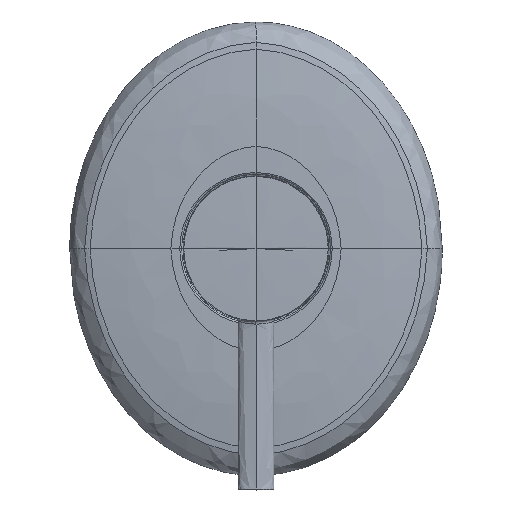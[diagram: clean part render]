
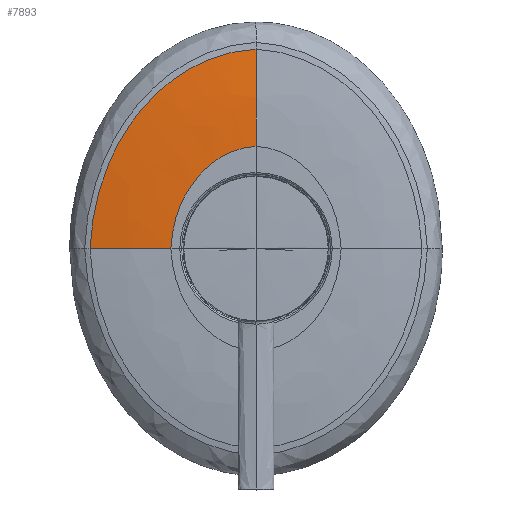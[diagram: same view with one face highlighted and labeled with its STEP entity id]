
A CAD part, top view. The second image highlights one B-rep face of the part: STEP entity #7893.
In plain terms, the highlighted free-form (B-spline) face has degree [3, 3] with [7, 4] control points.
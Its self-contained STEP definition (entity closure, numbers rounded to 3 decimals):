
#6117=CARTESIAN_POINT('',(0.,61.597,-4.266));
#6118=CARTESIAN_POINT('',(0.,51.666,-2.758));
#6119=CARTESIAN_POINT('',(0.,41.621,-2.));
#6120=CARTESIAN_POINT('',(0.,31.577,-2.));
#6122=CARTESIAN_POINT('',(0.,31.577,-2.));
#6123=CARTESIAN_POINT('',(-3.35,31.421,
-2.011));
#6124=CARTESIAN_POINT('',(-10.048,29.562,
-2.032));
#6125=CARTESIAN_POINT('',(-18.638,22.487,
-2.065));
#6126=CARTESIAN_POINT('',(-24.533,12.131,
-2.097));
#6127=CARTESIAN_POINT('',(-26.115,4.044,
-2.119));
#6128=CARTESIAN_POINT('',(-26.271,0.,-2.129));
#6130=CARTESIAN_POINT('',(-51.205,0.,-4.597));
#6131=CARTESIAN_POINT('',(-42.956,0.,-3.255));
#6132=CARTESIAN_POINT('',(-34.623,0.,-2.43));
#6133=CARTESIAN_POINT('',(-26.271,0.,-2.129));
#6333=CARTESIAN_POINT('',(0.,61.597,-4.266));
#6335=CARTESIAN_POINT('',(0.,61.597,-4.266));
#6336=CARTESIAN_POINT('',(-6.535,61.301,
-4.293));
#6337=CARTESIAN_POINT('',(-19.603,57.687,
-4.349));
#6338=CARTESIAN_POINT('',(-36.356,43.889,
-4.432));
#6339=CARTESIAN_POINT('',(-47.842,23.679,
-4.515));
#6340=CARTESIAN_POINT('',(-50.911,7.894,
-4.57));
#6341=CARTESIAN_POINT('',(-51.205,0.,-4.597));
#6346=CARTESIAN_POINT('',(-51.205,0.,-4.597));
#7244=VERTEX_POINT('',#6333);
#7245=VERTEX_POINT('',#6120);
#7247=VERTEX_POINT('',#6346);
#7248=VERTEX_POINT('',#6133);
#7855=CARTESIAN_POINT('',(0.881,61.924,
-4.308));
#7856=CARTESIAN_POINT('',(0.737,51.794,
-2.753));
#7857=CARTESIAN_POINT('',(0.591,41.542,
-1.98));
#7858=CARTESIAN_POINT('',(0.445,31.291,
-1.999));
#7859=CARTESIAN_POINT('',(-5.978,61.757,
-4.336));
#7860=CARTESIAN_POINT('',(-4.997,51.645,
-2.796));
#7861=CARTESIAN_POINT('',(-4.01,41.423,
-2.018));
#7862=CARTESIAN_POINT('',(-3.021,31.201,
-2.009));
#7863=CARTESIAN_POINT('',(-19.446,58.173,
-4.392));
#7864=CARTESIAN_POINT('',(-16.255,48.636,
-2.881));
#7865=CARTESIAN_POINT('',(-13.043,39.01,
-2.091));
#7866=CARTESIAN_POINT('',(-9.825,29.384,
-2.03));
#7867=CARTESIAN_POINT('',(-36.532,44.102,
-4.474));
#7868=CARTESIAN_POINT('',(-30.54,36.865,
-3.008));
#7869=CARTESIAN_POINT('',(-24.505,29.568,
-2.201));
#7870=CARTESIAN_POINT('',(-18.46,22.272,
-2.06));
#7871=CARTESIAN_POINT('',(-48.215,23.543,
-4.557));
#7872=CARTESIAN_POINT('',(-40.316,19.678,
-3.134));
#7873=CARTESIAN_POINT('',(-32.35,15.783,
-2.31));
#7874=CARTESIAN_POINT('',(-24.37,11.889,
-2.091));
#7875=CARTESIAN_POINT('',(-51.27,7.344,
-4.613));
#7876=CARTESIAN_POINT('',(-42.881,6.139,
-3.219));
#7877=CARTESIAN_POINT('',(-34.411,4.924,
-2.383));
#7878=CARTESIAN_POINT('',(-25.923,3.709,
-2.111));
#7879=CARTESIAN_POINT('',(-51.479,-0.881,
-4.641));
#7880=CARTESIAN_POINT('',(-43.064,-0.736,
-3.262));
#7881=CARTESIAN_POINT('',(-34.559,-0.591,
-2.42));
#7882=CARTESIAN_POINT('',(-26.035,-0.445,
-2.122));
#7883=B_SPLINE_SURFACE_WITH_KNOTS('',3,3,((#7855,#7856,#7857,#7858),(#7859,
#7860,#7861,#7862),(#7863,#7864,#7865,#7866),(#7867,#7868,#7869,#7870),(#7871,
#7872,#7873,#7874),(#7875,#7876,#7877,#7878),(#7879,#7880,#7881,#7882)),
.UNSPECIFIED.,.F.,.F.,.F.,(4,1,1,1,4),(4,4),(-0.011,0.25,0.5,
0.75,1.009),(0.167,0.58),.UNSPECIFIED.);
#7885=ORIENTED_EDGE('',*,*,#7884,.F.);
#7887=ORIENTED_EDGE('',*,*,#7886,.F.);
#7889=ORIENTED_EDGE('',*,*,#7888,.T.);
#7890=ORIENTED_EDGE('',*,*,#7841,.T.);
#7891=EDGE_LOOP('',(#7885,#7887,#7889,#7890));
#7892=FACE_OUTER_BOUND('',#7891,.F.);
#7893=ADVANCED_FACE('',(#7892),#7883,.T.);
#6121=B_SPLINE_CURVE_WITH_KNOTS('',3,(#6117,#6118,#6119,#6120),.UNSPECIFIED.,
.F.,.F.,(4,4),(0.,1.),.UNSPECIFIED.);
#6129=B_SPLINE_CURVE_WITH_KNOTS('',3,(#6122,#6123,#6124,#6125,#6126,#6127,
#6128),.UNSPECIFIED.,.F.,.F.,(4,1,1,1,4),(0.,0.25,0.5,0.75,1.),
.UNSPECIFIED.);
#6134=B_SPLINE_CURVE_WITH_KNOTS('',3,(#6130,#6131,#6132,#6133),.UNSPECIFIED.,
.F.,.F.,(4,4),(0.,1.),.UNSPECIFIED.);
#6342=B_SPLINE_CURVE_WITH_KNOTS('',3,(#6335,#6336,#6337,#6338,#6339,#6340,
#6341),.UNSPECIFIED.,.F.,.F.,(4,1,1,1,4),(0.,0.25,0.5,0.75,1.),
.UNSPECIFIED.);
#7841=EDGE_CURVE('',#7245,#7248,#6129,.T.);
#7884=EDGE_CURVE('',#7247,#7248,#6134,.T.);
#7886=EDGE_CURVE('',#7244,#7247,#6342,.T.);
#7888=EDGE_CURVE('',#7244,#7245,#6121,.T.);
